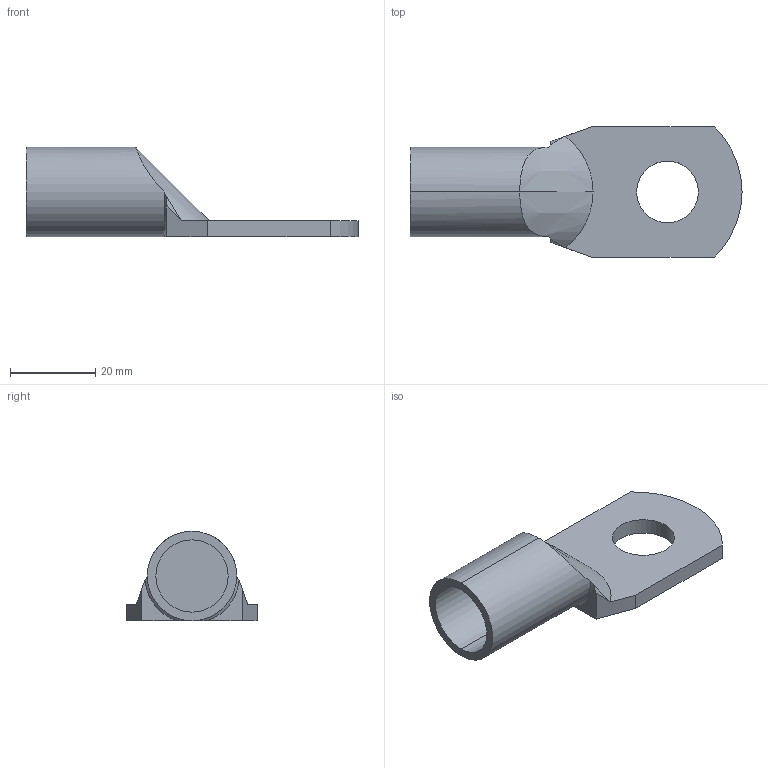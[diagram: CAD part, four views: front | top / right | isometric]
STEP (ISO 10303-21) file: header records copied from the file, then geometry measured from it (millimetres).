
FILE_DESCRIPTION (( 'STEP AP203' ), '1' );
FILE_NAME ('jg-150-14-17 Íàêîíå÷íèê JG-150-14-17 (ÒÌË).STEP', '2017-02-08T10:06:30', ( 'kuryshev' ), ( '' ), 'SwSTEP 2.0', 'SolidWorks 2010', '' );
FILE_SCHEMA (( 'CONFIG_CONTROL_DESIGN' ));
Length unit declared in the file: millimetre
Products named in the file (1): jg-150-14-17 Íàêîíå÷íèê JG-150-14-17 (ÒÌË)
Bounding box: 78 x 30.6 x 21 mm (x, y, z)
Volume: 10692.7 mm3; surface area: 6836.9 mm2
Topology: 1 solids, 1 shells, 23 faces, 57 edges, 37 vertices
Faces by surface type: plane 12, cylinder 7, bspline 2, cone 2
Entity records: 850 total; most frequent: CARTESIAN_POINT 234, ORIENTED_EDGE 114, DIRECTION 107, EDGE_CURVE 57, AXIS2_PLACEMENT_3D 40, VERTEX_POINT 37, LINE 27, VECTOR 27
